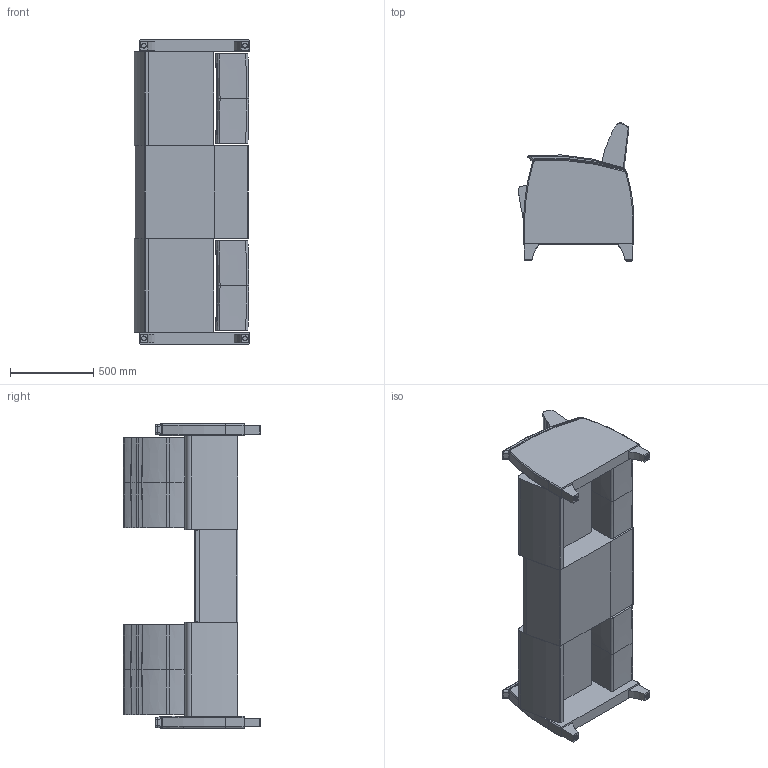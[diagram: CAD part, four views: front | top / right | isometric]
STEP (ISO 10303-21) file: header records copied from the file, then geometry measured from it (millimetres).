
FILE_DESCRIPTION(/* description */ (''),/* implementation_level */ '2;1');
FILE_NAME(/* name */ 'KOU20TW (SYMBOL).stp',/* time_stamp */ '2017-03-27T13:47:25-04:00',/* author */ ('emerkel'),/* organization */ (''),/* preprocessor_version */ 'ST-DEVELOPER v16.5',/* originating_system */ 'Autodesk Inventor 2017',/* authorisation */ '');
FILE_SCHEMA (('AUTOMOTIVE_DESIGN { 1 0 10303 214 3 1 1 }'));
Length unit declared in the file: inch
Products named in the file (11): KOU20TU-W (SYMBOL); KDIT GENERIC; KD UBASE; KDI TOP GENERIC; KOU10 SEAT; KOU10 NEW BACK; KOD10 ARM2; NEW KOU LEG; NEW KOU LEG_1; GLIDE APFAA06-1; E1010 MAC BLK
Assembly tree (17 placements, depth 3):
  KOU20TU-W (SYMBOL)
    KDIT GENERIC
      KD UBASE
      KDI TOP GENERIC
    KOU10 SEAT  x2
    KOU10 NEW BACK  x2
    KOD10 ARM2  x2
    NEW KOU LEG  x4
      NEW KOU LEG_1
      GLIDE APFAA06-1
    E1010 MAC BLK  x2
Bounding box: 694.61 x 828.37 x 1828.8 mm (x, y, z)
Volume: 327375060.9 mm3; surface area: 8046300.3 mm2
Topology: 34 solids, 34 shells, 540 faces, 1266 edges, 828 vertices
Faces by surface type: plane 205, bspline 110, cylinder 109, cone 64, torus 48, sphere 4
Full cylindrical faces by diameter (mm): 4.366 x6, 10.77 x4, 16.002 x4, 19.05 x4, 28.575 x4
Entity records: 8006 total; most frequent: CARTESIAN_POINT 2840, DIRECTION 1043, ORIENTED_EDGE 980, EDGE_CURVE 490, AXIS2_PLACEMENT_3D 443, VERTEX_POINT 308, EDGE_LOOP 234, FACE_OUTER_BOUND 220
